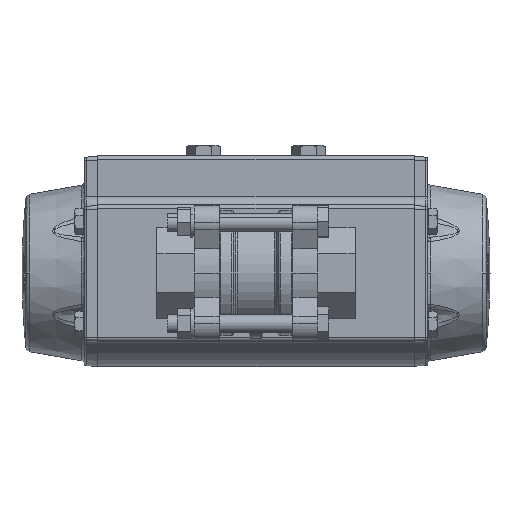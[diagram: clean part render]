
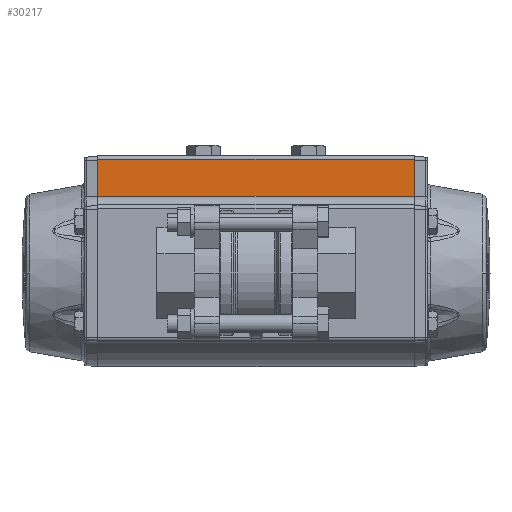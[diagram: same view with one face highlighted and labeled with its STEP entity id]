
A CAD part, front view. The second image highlights one B-rep face of the part: STEP entity #30217.
In plain terms, the highlighted planar face has unit normal (0, -1, 0).
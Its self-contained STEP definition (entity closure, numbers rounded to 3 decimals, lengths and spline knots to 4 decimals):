
#3521 = CARTESIAN_POINT ( 'NONE',  ( 2.7913, 2.7165, 1.3583 ) ) ;
#11567 = DIRECTION ( 'NONE',  ( 1., 0., 0. ) ) ;
#14839 = ORIENTED_EDGE ( 'NONE', *, *, #16653, .T. ) ;
#15894 = CARTESIAN_POINT ( 'NONE',  ( -2.7913, 2.7165, 2.0079 ) ) ;
#16144 = LINE ( 'NONE', #39156, #102026 ) ;
#16407 = CARTESIAN_POINT ( 'NONE',  ( 2.7913, 2.7165, 2.0079 ) ) ;
#16653 = EDGE_CURVE ( 'NONE', #79654, #99808, #16144, .T. ) ;
#19387 = DIRECTION ( 'NONE',  ( 0., 0., -1. ) ) ;
#26098 = EDGE_CURVE ( 'NONE', #49613, #79654, #103559, .T. ) ;
#28817 = EDGE_CURVE ( 'NONE', #49613, #73468, #100602, .T. ) ;
#30217 = ADVANCED_FACE ( 'NONE', ( #70209 ), #83632, .T. ) ;
#38721 = VECTOR ( 'NONE', #19387, 39.3701 ) ;
#39156 = CARTESIAN_POINT ( 'NONE',  ( -2.7913, 2.7165, 2.0669 ) ) ;
#40752 = DIRECTION ( 'NONE',  ( -1., 0., 0. ) ) ;
#49613 = VERTEX_POINT ( 'NONE', #74578 ) ;
#57122 = ORIENTED_EDGE ( 'NONE', *, *, #26098, .T. ) ;
#57295 = EDGE_LOOP ( 'NONE', ( #57122, #14839, #72475, #95589 ) ) ;
#58077 = VECTOR ( 'NONE', #40752, 39.3701 ) ;
#59998 = DIRECTION ( 'NONE',  ( 0., -1., 0. ) ) ;
#63634 = VECTOR ( 'NONE', #103315, 39.3701 ) ;
#66126 = LINE ( 'NONE', #95206, #63634 ) ;
#67708 = CARTESIAN_POINT ( 'NONE',  ( 2.7913, 2.7165, 2.0669 ) ) ;
#67802 = AXIS2_PLACEMENT_3D ( 'NONE', #3521, #59998, #11567 ) ;
#70209 = FACE_OUTER_BOUND ( 'NONE', #57295, .T. ) ;
#72475 = ORIENTED_EDGE ( 'NONE', *, *, #81225, .T. ) ;
#73468 = VERTEX_POINT ( 'NONE', #77850 ) ;
#73834 = CARTESIAN_POINT ( 'NONE',  ( -2.7913, 2.7165, 1.3583 ) ) ;
#74578 = CARTESIAN_POINT ( 'NONE',  ( 2.7913, 2.7165, 2.0079 ) ) ;
#77850 = CARTESIAN_POINT ( 'NONE',  ( 2.7913, 2.7165, 1.3583 ) ) ;
#79654 = VERTEX_POINT ( 'NONE', #15894 ) ;
#81225 = EDGE_CURVE ( 'NONE', #99808, #73468, #66126, .T. ) ;
#83632 = PLANE ( 'NONE',  #67802 ) ;
#95206 = CARTESIAN_POINT ( 'NONE',  ( 2.7913, 2.7165, 1.3583 ) ) ;
#95589 = ORIENTED_EDGE ( 'NONE', *, *, #28817, .F. ) ;
#95657 = DIRECTION ( 'NONE',  ( 0., 0., -1. ) ) ;
#99808 = VERTEX_POINT ( 'NONE', #73834 ) ;
#100602 = LINE ( 'NONE', #67708, #38721 ) ;
#102026 = VECTOR ( 'NONE', #95657, 39.3701 ) ;
#103315 = DIRECTION ( 'NONE',  ( 1., 0., 0. ) ) ;
#103559 = LINE ( 'NONE', #16407, #58077 ) ;
